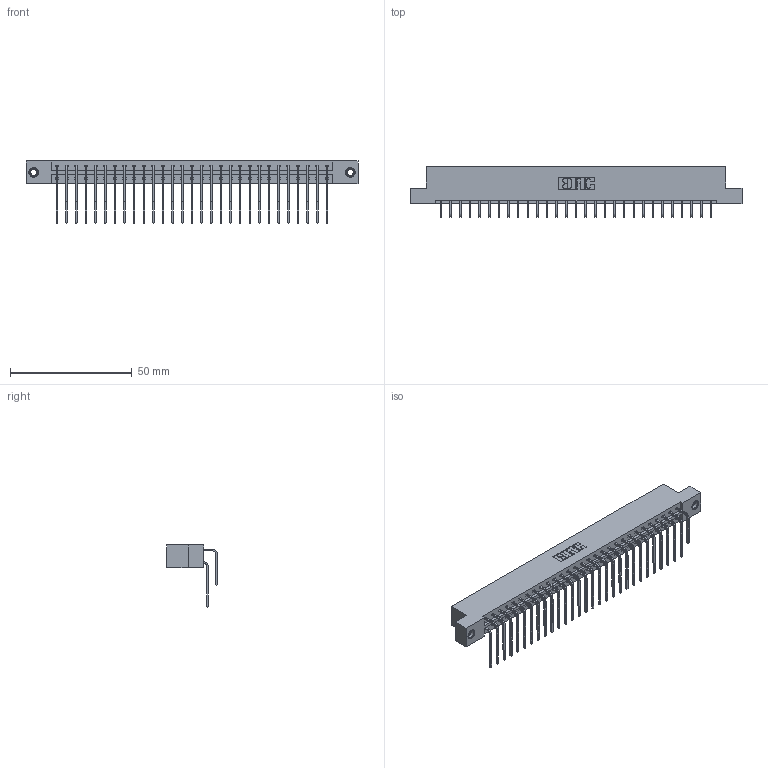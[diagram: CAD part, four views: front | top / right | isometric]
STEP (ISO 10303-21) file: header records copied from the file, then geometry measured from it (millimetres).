
FILE_DESCRIPTION (( 'STEP AP203' ), '1' );
FILE_NAME ('833-058-559-207.STEP', '2020-06-05T01:25:14', ( '' ), ( '' ), 'SwSTEP 2.0', 'SolidWorks 2020', '' );
FILE_SCHEMA (( 'CONFIG_CONTROL_DESIGN' ));
Length unit declared in the file: inch
Products named in the file (5): 345-292-001_558 559 Tail - 1; 345-250-001_345-250-005-103; 833 Part_Flush - .156 Dia - TI; 345-292-001_559 Tail - 2; 833-058-559-207
Assembly tree (61 placements, depth 2):
  833-058-559-207
    833 Part_Flush - .156 Dia - TI
    345-292-001_558 559 Tail - 1  x29
    345-292-001_559 Tail - 2  x29
    345-250-001_345-250-005-103  x2
Bounding box: 136.45 x 20.9 x 25.53 mm (x, y, z)
Volume: 14130.1 mm3; surface area: 18266.4 mm2
Topology: 61 solids, 61 shells, 3306 faces, 9785 edges, 6438 vertices
Faces by surface type: plane 2306, cylinder 984, cone 12, torus 4
Entity records: 23308 total; most frequent: CARTESIAN_POINT 3912, ORIENTED_EDGE 3790, DIRECTION 3377, EDGE_CURVE 1895, VECTOR 1707, LINE 1707, VERTEX_POINT 1256, AXIS2_PLACEMENT_3D 835
